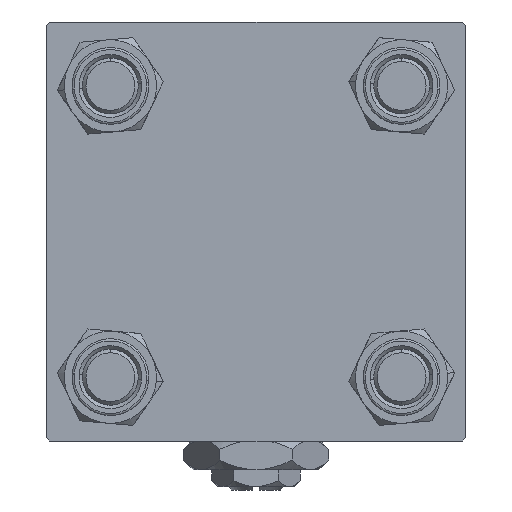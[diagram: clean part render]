
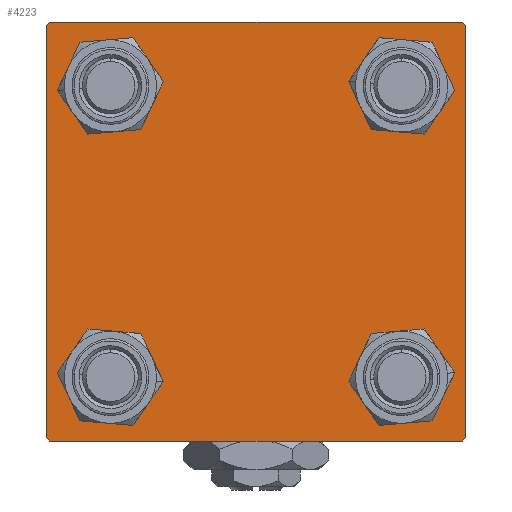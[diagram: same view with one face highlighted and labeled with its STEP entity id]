
A CAD part, left-side view. The second image highlights one B-rep face of the part: STEP entity #4223.
In plain terms, the highlighted planar face has unit normal (-1, 0, 0).
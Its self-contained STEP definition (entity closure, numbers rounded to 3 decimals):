
#613 = AXIS2_PLACEMENT_3D ( 'NONE', #52785, #57520, #12095 ) ;
#1607 = VERTEX_POINT ( 'NONE', #38523 ) ;
#2172 = VECTOR ( 'NONE', #6923, 1000. ) ;
#2763 = ORIENTED_EDGE ( 'NONE', *, *, #6430, .T. ) ;
#3914 = FACE_BOUND ( 'NONE', #15485, .T. ) ;
#4203 = CARTESIAN_POINT ( 'NONE',  ( 0., 0., 0. ) ) ;
#4223 = ADVANCED_FACE ( 'NONE', ( #3914, #17578, #26777, #35699, #53811 ), #13125, .T. ) ;
#4297 = EDGE_CURVE ( 'NONE', #37708, #35240, #42417, .T. ) ;
#4488 = AXIS2_PLACEMENT_3D ( 'NONE', #45203, #26802, #58280 ) ;
#4723 = DIRECTION ( 'NONE',  ( 0., -0.707, -0.707 ) ) ;
#4841 = DIRECTION ( 'NONE',  ( 0., -1., 0. ) ) ;
#4888 = DIRECTION ( 'NONE',  ( 0., 0., 1. ) ) ;
#4913 = CARTESIAN_POINT ( 'NONE',  ( 0., -29.5, -30. ) ) ;
#5333 = ORIENTED_EDGE ( 'NONE', *, *, #8311, .T. ) ;
#5465 = DIRECTION ( 'NONE',  ( 1., 0., 0. ) ) ;
#6169 = CARTESIAN_POINT ( 'NONE',  ( 0., -29.75, 29.75 ) ) ;
#6214 = CARTESIAN_POINT ( 'NONE',  ( 0., -20.85, 20.85 ) ) ;
#6430 = EDGE_CURVE ( 'NONE', #9861, #10743, #11215, .T. ) ;
#6616 = ORIENTED_EDGE ( 'NONE', *, *, #24787, .T. ) ;
#6901 = VERTEX_POINT ( 'NONE', #21565 ) ;
#6923 = DIRECTION ( 'NONE',  ( 0., 0., -1. ) ) ;
#7102 = ORIENTED_EDGE ( 'NONE', *, *, #20325, .T. ) ;
#7404 = CARTESIAN_POINT ( 'NONE',  ( 0., -20.85, 20.85 ) ) ;
#8191 = DIRECTION ( 'NONE',  ( 0., -1., 0. ) ) ;
#8311 = EDGE_CURVE ( 'NONE', #30506, #36172, #28991, .T. ) ;
#8669 = CARTESIAN_POINT ( 'NONE',  ( 0., -20.85, 25.35 ) ) ;
#9167 = LINE ( 'NONE', #45406, #35685 ) ;
#9377 = DIRECTION ( 'NONE',  ( 0., 0., 1. ) ) ;
#9829 = DIRECTION ( 'NONE',  ( 1., 0., 0. ) ) ;
#9861 = VERTEX_POINT ( 'NONE', #23732 ) ;
#10743 = VERTEX_POINT ( 'NONE', #8669 ) ;
#11194 = VERTEX_POINT ( 'NONE', #33800 ) ;
#11215 = CIRCLE ( 'NONE', #56752, 4.5 ) ;
#11307 = VECTOR ( 'NONE', #19498, 1000. ) ;
#11955 = ORIENTED_EDGE ( 'NONE', *, *, #32594, .T. ) ;
#12095 = DIRECTION ( 'NONE',  ( 0., 0., 1. ) ) ;
#13125 = PLANE ( 'NONE',  #27239 ) ;
#13184 = LINE ( 'NONE', #54155, #18947 ) ;
#14083 = CARTESIAN_POINT ( 'NONE',  ( 0., -20.85, -25.35 ) ) ;
#14099 = EDGE_CURVE ( 'NONE', #42090, #34252, #42432, .T. ) ;
#14817 = CIRCLE ( 'NONE', #613, 4.5 ) ;
#14901 = DIRECTION ( 'NONE',  ( 0., 0., 1. ) ) ;
#15485 = EDGE_LOOP ( 'NONE', ( #7102, #2763 ) ) ;
#16140 = ORIENTED_EDGE ( 'NONE', *, *, #52986, .T. ) ;
#16468 = ORIENTED_EDGE ( 'NONE', *, *, #22874, .T. ) ;
#16972 = CARTESIAN_POINT ( 'NONE',  ( 0., 20.85, -16.35 ) ) ;
#16979 = CARTESIAN_POINT ( 'NONE',  ( 0., -20.85, -16.35 ) ) ;
#17120 = LINE ( 'NONE', #21863, #21744 ) ;
#17270 = CARTESIAN_POINT ( 'NONE',  ( 0., -29.75, -29.75 ) ) ;
#17578 = FACE_BOUND ( 'NONE', #26078, .T. ) ;
#18947 = VECTOR ( 'NONE', #4841, 1000. ) ;
#19498 = DIRECTION ( 'NONE',  ( 0., 0.707, -0.707 ) ) ;
#20299 = LINE ( 'NONE', #52658, #2172 ) ;
#20325 = EDGE_CURVE ( 'NONE', #10743, #9861, #41688, .T. ) ;
#20873 = VERTEX_POINT ( 'NONE', #45862 ) ;
#21565 = CARTESIAN_POINT ( 'NONE',  ( 0., -30., -29.5 ) ) ;
#21744 = VECTOR ( 'NONE', #8191, 1000. ) ;
#21863 = CARTESIAN_POINT ( 'NONE',  ( 0., 30., -30. ) ) ;
#22874 = EDGE_CURVE ( 'NONE', #35240, #37708, #34047, .T. ) ;
#23732 = CARTESIAN_POINT ( 'NONE',  ( 0., -20.85, 16.35 ) ) ;
#24565 = CARTESIAN_POINT ( 'NONE',  ( 0., 20.85, 25.35 ) ) ;
#24787 = EDGE_CURVE ( 'NONE', #34685, #52922, #17120, .T. ) ;
#24943 = LINE ( 'NONE', #47514, #35062 ) ;
#25133 = CIRCLE ( 'NONE', #32676, 4.5 ) ;
#25495 = EDGE_CURVE ( 'NONE', #1607, #6901, #24943, .T. ) ;
#25533 = DIRECTION ( 'NONE',  ( 1., 0., 0. ) ) ;
#26078 = EDGE_LOOP ( 'NONE', ( #49902, #16468 ) ) ;
#26089 = EDGE_CURVE ( 'NONE', #30506, #41060, #13184, .T. ) ;
#26777 = FACE_BOUND ( 'NONE', #37602, .T. ) ;
#26802 = DIRECTION ( 'NONE',  ( 1., 0., 0. ) ) ;
#26984 = VECTOR ( 'NONE', #39555, 1000. ) ;
#27239 = AXIS2_PLACEMENT_3D ( 'NONE', #4203, #54106, #51115 ) ;
#28821 = DIRECTION ( 'NONE',  ( 0., 0., 1. ) ) ;
#28852 = DIRECTION ( 'NONE',  ( 1., 0., 0. ) ) ;
#28888 = ORIENTED_EDGE ( 'NONE', *, *, #56382, .T. ) ;
#28991 = LINE ( 'NONE', #33163, #11307 ) ;
#30001 = ORIENTED_EDGE ( 'NONE', *, *, #39226, .T. ) ;
#30025 = ORIENTED_EDGE ( 'NONE', *, *, #26089, .F. ) ;
#30506 = VERTEX_POINT ( 'NONE', #49571 ) ;
#30746 = CARTESIAN_POINT ( 'NONE',  ( 0., -29.5, 30. ) ) ;
#31954 = CARTESIAN_POINT ( 'NONE',  ( 0., 20.85, -20.85 ) ) ;
#32594 = EDGE_CURVE ( 'NONE', #20873, #55205, #52358, .T. ) ;
#32676 = AXIS2_PLACEMENT_3D ( 'NONE', #31954, #50070, #9377 ) ;
#33163 = CARTESIAN_POINT ( 'NONE',  ( 0., 29.75, 29.75 ) ) ;
#33568 = DIRECTION ( 'NONE',  ( 0., 0., 1. ) ) ;
#33800 = CARTESIAN_POINT ( 'NONE',  ( 0., 30., -29.5 ) ) ;
#34047 = CIRCLE ( 'NONE', #38805, 4.5 ) ;
#34252 = VERTEX_POINT ( 'NONE', #37897 ) ;
#34685 = VERTEX_POINT ( 'NONE', #34814 ) ;
#34814 = CARTESIAN_POINT ( 'NONE',  ( 0., 29.5, -30. ) ) ;
#35062 = VECTOR ( 'NONE', #51973, 1000. ) ;
#35240 = VERTEX_POINT ( 'NONE', #14083 ) ;
#35685 = VECTOR ( 'NONE', #4723, 1000. ) ;
#35699 = FACE_BOUND ( 'NONE', #57136, .T. ) ;
#36172 = VERTEX_POINT ( 'NONE', #50979 ) ;
#37267 = CARTESIAN_POINT ( 'NONE',  ( 0., 20.85, -20.85 ) ) ;
#37602 = EDGE_LOOP ( 'NONE', ( #16140, #11955 ) ) ;
#37708 = VERTEX_POINT ( 'NONE', #16979 ) ;
#37752 = CARTESIAN_POINT ( 'NONE',  ( 0., -20.85, -20.85 ) ) ;
#37897 = CARTESIAN_POINT ( 'NONE',  ( 0., 20.85, 16.35 ) ) ;
#37919 = AXIS2_PLACEMENT_3D ( 'NONE', #7404, #25533, #33568 ) ;
#38523 = CARTESIAN_POINT ( 'NONE',  ( 0., -30., 29.5 ) ) ;
#38729 = ORIENTED_EDGE ( 'NONE', *, *, #54582, .T. ) ;
#38805 = AXIS2_PLACEMENT_3D ( 'NONE', #50044, #28852, #14901 ) ;
#39226 = EDGE_CURVE ( 'NONE', #36172, #11194, #20299, .T. ) ;
#39267 = LINE ( 'NONE', #17270, #26984 ) ;
#39555 = DIRECTION ( 'NONE',  ( 0., -0.707, 0.707 ) ) ;
#41060 = VERTEX_POINT ( 'NONE', #30746 ) ;
#41253 = DIRECTION ( 'NONE',  ( 0., 0.707, 0.707 ) ) ;
#41688 = CIRCLE ( 'NONE', #37919, 4.5 ) ;
#42090 = VERTEX_POINT ( 'NONE', #24565 ) ;
#42417 = CIRCLE ( 'NONE', #50020, 4.5 ) ;
#42432 = CIRCLE ( 'NONE', #4488, 4.5 ) ;
#44645 = EDGE_CURVE ( 'NONE', #52922, #6901, #39267, .T. ) ;
#44758 = AXIS2_PLACEMENT_3D ( 'NONE', #37267, #5465, #4888 ) ;
#45203 = CARTESIAN_POINT ( 'NONE',  ( 0., 20.85, 20.85 ) ) ;
#45406 = CARTESIAN_POINT ( 'NONE',  ( 0., 29.75, -29.75 ) ) ;
#45862 = CARTESIAN_POINT ( 'NONE',  ( 0., 20.85, -25.35 ) ) ;
#46963 = VECTOR ( 'NONE', #41253, 1000. ) ;
#47514 = CARTESIAN_POINT ( 'NONE',  ( 0., -30., 30. ) ) ;
#47595 = ORIENTED_EDGE ( 'NONE', *, *, #14099, .T. ) ;
#48553 = EDGE_LOOP ( 'NONE', ( #30001, #28888, #6616, #51152, #53779, #38729, #30025, #5333 ) ) ;
#49571 = CARTESIAN_POINT ( 'NONE',  ( 0., 29.5, 30. ) ) ;
#49902 = ORIENTED_EDGE ( 'NONE', *, *, #4297, .T. ) ;
#50020 = AXIS2_PLACEMENT_3D ( 'NONE', #37752, #9829, #28821 ) ;
#50044 = CARTESIAN_POINT ( 'NONE',  ( 0., -20.85, -20.85 ) ) ;
#50070 = DIRECTION ( 'NONE',  ( 1., 0., 0. ) ) ;
#50747 = LINE ( 'NONE', #6169, #46963 ) ;
#50979 = CARTESIAN_POINT ( 'NONE',  ( 0., 30., 29.5 ) ) ;
#51115 = DIRECTION ( 'NONE',  ( 0., 0., 1. ) ) ;
#51152 = ORIENTED_EDGE ( 'NONE', *, *, #44645, .T. ) ;
#51973 = DIRECTION ( 'NONE',  ( 0., 0., -1. ) ) ;
#52358 = CIRCLE ( 'NONE', #44758, 4.5 ) ;
#52658 = CARTESIAN_POINT ( 'NONE',  ( 0., 30., 30. ) ) ;
#52785 = CARTESIAN_POINT ( 'NONE',  ( 0., 20.85, 20.85 ) ) ;
#52922 = VERTEX_POINT ( 'NONE', #4913 ) ;
#52986 = EDGE_CURVE ( 'NONE', #55205, #20873, #25133, .T. ) ;
#53779 = ORIENTED_EDGE ( 'NONE', *, *, #25495, .F. ) ;
#53811 = FACE_OUTER_BOUND ( 'NONE', #48553, .T. ) ;
#54106 = DIRECTION ( 'NONE',  ( -1., 0., 0. ) ) ;
#54155 = CARTESIAN_POINT ( 'NONE',  ( 0., 30., 30. ) ) ;
#54582 = EDGE_CURVE ( 'NONE', #1607, #41060, #50747, .T. ) ;
#55205 = VERTEX_POINT ( 'NONE', #16972 ) ;
#55758 = ORIENTED_EDGE ( 'NONE', *, *, #56536, .T. ) ;
#56382 = EDGE_CURVE ( 'NONE', #11194, #34685, #9167, .T. ) ;
#56536 = EDGE_CURVE ( 'NONE', #34252, #42090, #14817, .T. ) ;
#56699 = DIRECTION ( 'NONE',  ( 0., 0., 1. ) ) ;
#56752 = AXIS2_PLACEMENT_3D ( 'NONE', #6214, #57273, #56699 ) ;
#57136 = EDGE_LOOP ( 'NONE', ( #47595, #55758 ) ) ;
#57273 = DIRECTION ( 'NONE',  ( 1., 0., 0. ) ) ;
#57520 = DIRECTION ( 'NONE',  ( 1., 0., 0. ) ) ;
#58280 = DIRECTION ( 'NONE',  ( 0., 0., 1. ) ) ;
